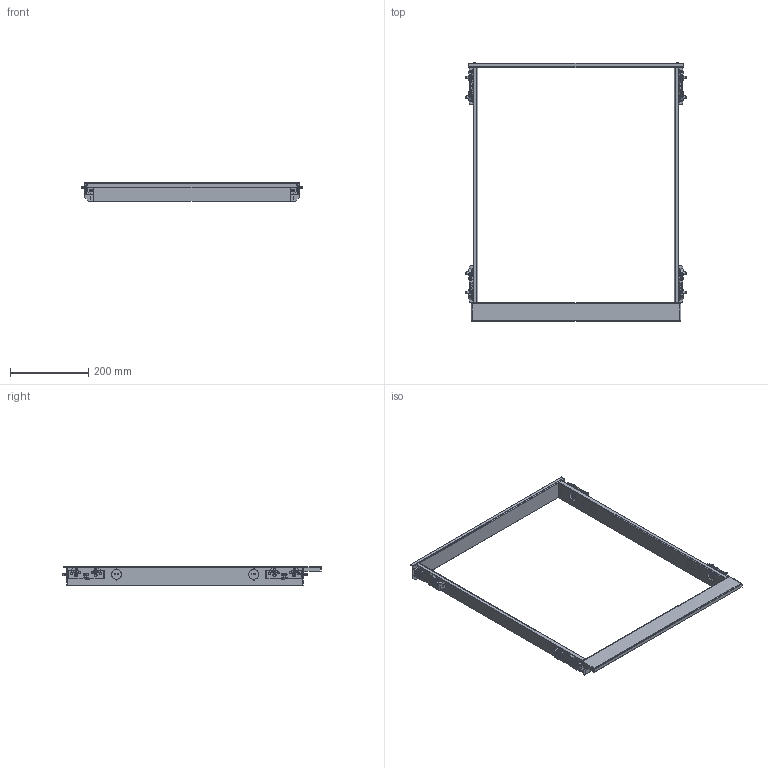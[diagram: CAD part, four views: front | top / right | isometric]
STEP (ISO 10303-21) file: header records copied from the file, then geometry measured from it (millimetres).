
FILE_DESCRIPTION(('STEP AP214'),'1');
FILE_NAME('cctmp_40C14CAB-DB2B-4D80-B906-FDCFF2EB03A2_2024_05_06_11_43_28_0649..stp','2024-05-06T09:43:29',('SIEMENS A&D'),('CADClick - www.CADClick.com'),'Spatial InterOp 3D',' ','unknown authorization');
FILE_SCHEMA(('AUTOMOTIVE_DESIGN'));
Length unit declared in the file: millimetre
Products named in the file (25): cc_unnamed; 2024_05_06_11_43_28_0618; 2024_05_06_11_43_28_0587; 2024_05_06_11_43_28_0556; 2024_05_06_11_43_28_0524; 2024_05_06_11_43_28_0493; 2024_05_06_11_43_28_0462; 2024_05_06_11_43_28_0431; 2024_05_06_11_43_28_0399; 2024_05_06_11_43_28_0337; 2024_05_06_11_43_28_0306; 2024_05_06_11_43_28_0274; 2024_05_06_11_43_28_0243; 2024_05_06_11_43_28_0181; 2024_05_06_11_43_28_0149; 2024_05_06_11_43_28_0118; 2024_05_06_11_43_28_0086; 2024_05_06_11_43_28_0024; 2024_05_06_11_43_27_0993; 2024_05_06_11_43_27_0961; 2024_05_06_11_43_27_0930; 2024_05_06_11_43_27_0868; 2024_05_06_11_43_27_0836; 2024_05_06_11_43_27_0805; 2024_05_06_11_43_27_0774
Assembly tree (24 placements, depth 2):
  cc_unnamed
    2024_05_06_11_43_28_0618
    2024_05_06_11_43_28_0587
    2024_05_06_11_43_28_0556
    2024_05_06_11_43_28_0524
    2024_05_06_11_43_28_0493
    2024_05_06_11_43_28_0462
    2024_05_06_11_43_28_0431
    2024_05_06_11_43_28_0399
    2024_05_06_11_43_28_0337
    2024_05_06_11_43_28_0306
    2024_05_06_11_43_28_0274
    2024_05_06_11_43_28_0243
    2024_05_06_11_43_28_0181
    2024_05_06_11_43_28_0149
    2024_05_06_11_43_28_0118
    2024_05_06_11_43_28_0086
    2024_05_06_11_43_28_0024
    2024_05_06_11_43_27_0993
    2024_05_06_11_43_27_0961
    2024_05_06_11_43_27_0930
    2024_05_06_11_43_27_0868
    2024_05_06_11_43_27_0836
    2024_05_06_11_43_27_0805
    2024_05_06_11_43_27_0774
Bounding box: 567 x 662 x 48 mm (x, y, z)
Volume: 320902.3 mm3; surface area: 376310.5 mm2
Topology: 24 solids, 24 shells, 1192 faces, 3084 edges, 2008 vertices
Faces by surface type: plane 594, cylinder 502, cone 96
Entity records: 48898 total; most frequent: CARTESIAN_POINT 8413, DIRECTION 6562, ORIENTED_EDGE 6168, EDGE_CURVE 3084, AXIS2_PLACEMENT_3D 2365, VERTEX_POINT 2008, LINE 1832, VECTOR 1832
